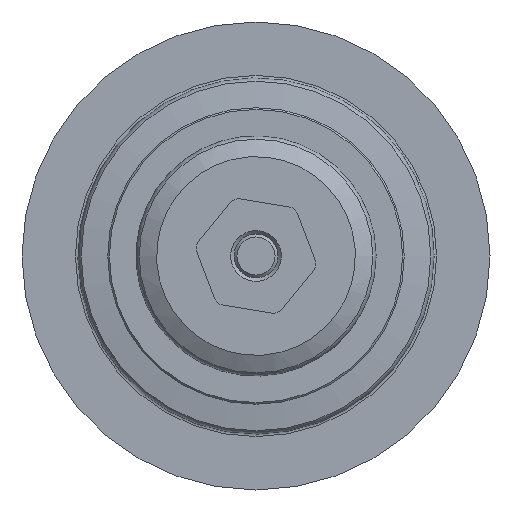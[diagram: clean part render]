
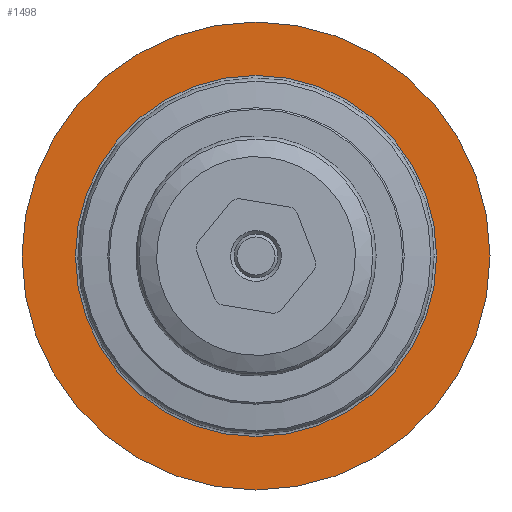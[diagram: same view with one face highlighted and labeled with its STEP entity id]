
A CAD part, front view. The second image highlights one B-rep face of the part: STEP entity #1498.
In plain terms, the highlighted planar face has unit normal (0, -1, 0).
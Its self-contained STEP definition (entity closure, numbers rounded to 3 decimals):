
#29=FACE_BOUND('',#305,.T.);
#48=PLANE('',#1659);
#193=FACE_OUTER_BOUND('',#304,.T.);
#304=EDGE_LOOP('',(#1201));
#305=EDGE_LOOP('',(#1202));
#553=CIRCLE('',#1657,21.8);
#555=CIRCLE('',#1660,28.25);
#691=VERTEX_POINT('',#3412);
#692=VERTEX_POINT('',#3416);
#875=EDGE_CURVE('',#691,#691,#553,.T.);
#877=EDGE_CURVE('',#692,#692,#555,.T.);
#1201=ORIENTED_EDGE('',*,*,#877,.T.);
#1202=ORIENTED_EDGE('',*,*,#875,.F.);
#1498=ADVANCED_FACE('',(#193,#29),#48,.T.);
#1657=AXIS2_PLACEMENT_3D('',#3413,#1958,#1959);
#1659=AXIS2_PLACEMENT_3D('',#3415,#1962,#1963);
#1660=AXIS2_PLACEMENT_3D('',#3417,#1964,#1965);
#1958=DIRECTION('center_axis',(0.,-1.,0.));
#1959=DIRECTION('ref_axis',(1.,0.,0.));
#1962=DIRECTION('center_axis',(0.,-1.,0.));
#1963=DIRECTION('ref_axis',(0.,0.,1.));
#1964=DIRECTION('center_axis',(0.,-1.,0.));
#1965=DIRECTION('ref_axis',(-1.,0.,0.));
#3412=CARTESIAN_POINT('',(0.,9.8,-21.8));
#3413=CARTESIAN_POINT('Origin',(0.,9.8,
0.));
#3415=CARTESIAN_POINT('Origin',(-24.675,9.8,0.));
#3416=CARTESIAN_POINT('',(28.25,9.8,0.));
#3417=CARTESIAN_POINT('Origin',(0.,9.8,
0.));
